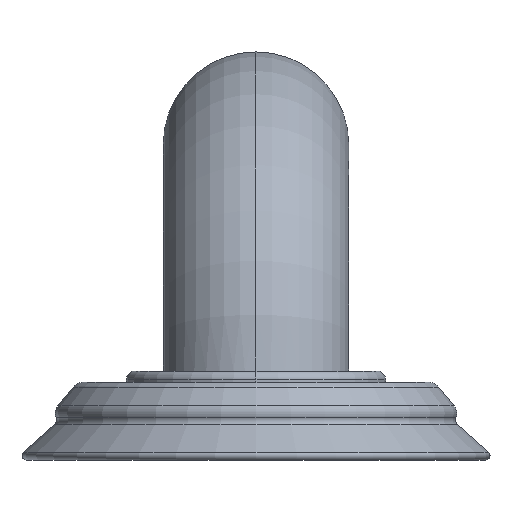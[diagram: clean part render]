
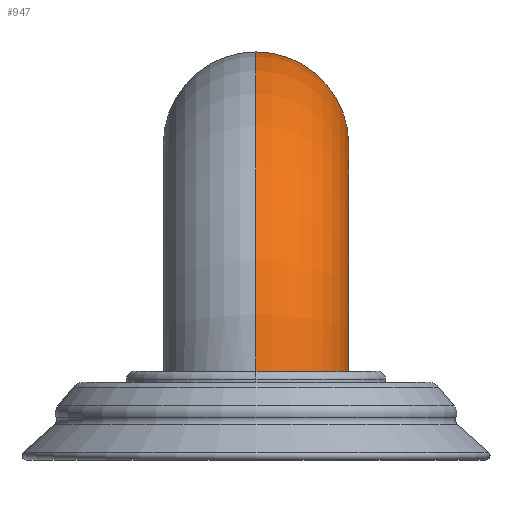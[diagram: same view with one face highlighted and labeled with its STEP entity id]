
A CAD part, left-side view. The second image highlights one B-rep face of the part: STEP entity #947.
In plain terms, the highlighted toroidal (fillet/blend) face has major radius 41.275 mm and minor radius 15.875 mm.
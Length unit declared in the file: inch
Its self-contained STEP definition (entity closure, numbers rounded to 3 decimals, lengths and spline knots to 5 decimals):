
#262=CARTESIAN_POINT('',(-6.375,0.,2.125));
#263=DIRECTION('',(1.,0.,0.));
#264=DIRECTION('',(0.,0.,1.));
#265=AXIS2_PLACEMENT_3D('',#262,#263,#264);
#271=CARTESIAN_POINT('',(-6.375,0.,0.5));
#272=DIRECTION('',(0.,1.,0.));
#273=DIRECTION('',(-0.999,0.,0.044));
#274=AXIS2_PLACEMENT_3D('',#271,#272,#273);
#276=CARTESIAN_POINT('',(-7.36999,0.,0.6));
#307=CARTESIAN_POINT('',(-8.62278,0.,0.6));
#309=CARTESIAN_POINT('',(-8.62278,0.,0.6));
#310=CARTESIAN_POINT('',(-8.62278,-0.02263,0.6));
#311=CARTESIAN_POINT('',(-8.62034,-0.06758,0.6));
#312=CARTESIAN_POINT('',(-8.60936,-0.13456,0.6));
#313=CARTESIAN_POINT('',(-8.59123,-0.19981,0.6));
#314=CARTESIAN_POINT('',(-8.56611,-0.26285,0.6));
#315=CARTESIAN_POINT('',(-8.53438,-0.32268,0.6));
#316=CARTESIAN_POINT('',(-8.49625,-0.37888,0.6));
#317=CARTESIAN_POINT('',(-8.4524,-0.43048,0.6));
#318=CARTESIAN_POINT('',(-8.40303,-0.47721,0.6));
#319=CARTESIAN_POINT('',(-8.3491,-0.51818,0.6));
#320=CARTESIAN_POINT('',(-8.29079,-0.55324,0.6));
#321=CARTESIAN_POINT('',(-8.22928,-0.58167,0.6));
#322=CARTESIAN_POINT('',(-8.16474,-0.6034,0.6));
#323=CARTESIAN_POINT('',(-8.09852,-0.61796,0.6));
#324=CARTESIAN_POINT('',(-8.03075,-0.62532,0.6));
#325=CARTESIAN_POINT('',(-7.9629,-0.62531,0.6));
#326=CARTESIAN_POINT('',(-7.8951,-0.61793,0.6));
#327=CARTESIAN_POINT('',(-7.8288,-0.60334,0.6));
#328=CARTESIAN_POINT('',(-7.76414,-0.58156,0.6));
#329=CARTESIAN_POINT('',(-7.70249,-0.55306,0.6));
#330=CARTESIAN_POINT('',(-7.64404,-0.51791,0.6));
#331=CARTESIAN_POINT('',(-7.58997,-0.47685,0.6));
#332=CARTESIAN_POINT('',(-7.54049,-0.43003,0.6));
#333=CARTESIAN_POINT('',(-7.49655,-0.37836,0.6));
#334=CARTESIAN_POINT('',(-7.45837,-0.32212,0.6));
#335=CARTESIAN_POINT('',(-7.42662,-0.26231,0.6));
#336=CARTESIAN_POINT('',(-7.4015,-0.19934,0.6));
#337=CARTESIAN_POINT('',(-7.38339,-0.13421,0.6));
#338=CARTESIAN_POINT('',(-7.37242,-0.0674,0.6));
#339=CARTESIAN_POINT('',(-7.36999,-0.02256,0.6));
#340=CARTESIAN_POINT('',(-7.36999,0.,0.6));
#516=CARTESIAN_POINT('',(-6.375,0.,0.5));
#517=DIRECTION('',(0.,1.,0.));
#518=DIRECTION('',(-0.995,0.,0.1));
#519=AXIS2_PLACEMENT_3D('',#516,#517,#518);
#546=CARTESIAN_POINT('',(-6.375,0.,1.5));
#547=CARTESIAN_POINT('',(-6.375,0.,2.75));
#548=VERTEX_POINT('',#546);
#549=VERTEX_POINT('',#547);
#556=VERTEX_POINT('',#276);
#557=VERTEX_POINT('',#307);
#933=CARTESIAN_POINT('',(-6.375,0.,0.5));
#934=DIRECTION('',(0.,1.,0.));
#935=DIRECTION('',(1.,0.,0.));
#936=AXIS2_PLACEMENT_3D('',#933,#934,#935);
#937=TOROIDAL_SURFACE('',#936,1.625,0.625);
#939=ORIENTED_EDGE('',*,*,#938,.F.);
#941=ORIENTED_EDGE('',*,*,#940,.T.);
#942=ORIENTED_EDGE('',*,*,#923,.T.);
#944=ORIENTED_EDGE('',*,*,#943,.F.);
#945=EDGE_LOOP('',(#939,#941,#942,#944));
#946=FACE_OUTER_BOUND('',#945,.F.);
#947=ADVANCED_FACE('',(#946),#937,.T.);
#266=CIRCLE('',#265,0.625);
#275=CIRCLE('',#274,2.25);
#341=B_SPLINE_CURVE_WITH_KNOTS('',3,(#309,#310,#311,#312,#313,#314,#315,#316,
#317,#318,#319,#320,#321,#322,#323,#324,#325,#326,#327,#328,#329,#330,#331,#332,
#333,#334,#335,#336,#337,#338,#339,#340),.UNSPECIFIED.,.F.,.F.,(4,1,1,1,1,1,1,1,
1,1,1,1,1,1,1,1,1,1,1,1,1,1,1,1,1,1,1,1,1,4),(0.,0.03448,
0.06897,0.10345,0.13793,0.17241,
0.2069,0.24138,0.27586,0.31034,
0.34483,0.37931,0.41379,0.44828,
0.48276,0.51724,0.55172,0.58621,
0.62069,0.65517,0.68966,0.72414,
0.75862,0.7931,0.82759,0.86207,
0.89655,0.93103,0.96552,1.),.UNSPECIFIED.);
#520=CIRCLE('',#519,1.);
#923=EDGE_CURVE('',#549,#548,#266,.T.);
#938=EDGE_CURVE('',#557,#556,#341,.T.);
#940=EDGE_CURVE('',#557,#549,#275,.T.);
#943=EDGE_CURVE('',#556,#548,#520,.T.);
